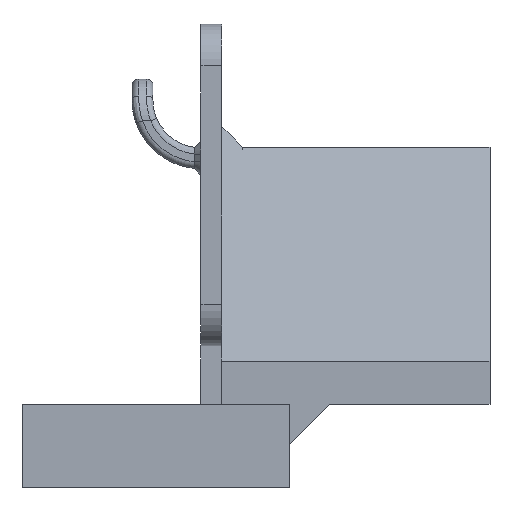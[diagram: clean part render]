
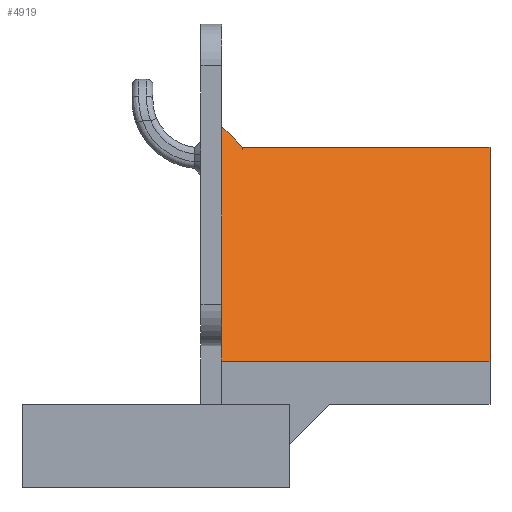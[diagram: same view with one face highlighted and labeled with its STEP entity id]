
A CAD part, left-side view. The second image highlights one B-rep face of the part: STEP entity #4919.
In plain terms, the highlighted planar face has unit normal (-0.707, 0, 0.707).
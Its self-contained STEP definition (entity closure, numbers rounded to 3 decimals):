
#1212 = PLANE('',#1213);
#1213 = AXIS2_PLACEMENT_3D('',#1214,#1215,#1216);
#1214 = CARTESIAN_POINT('',(3.175,5.14,32.075));
#1215 = DIRECTION('',(0.,1.,0.));
#1216 = DIRECTION('',(0.,0.,-1.));
#1607 = PLANE('',#1608);
#1608 = AXIS2_PLACEMENT_3D('',#1609,#1610,#1611);
#1609 = CARTESIAN_POINT('',(40.357,5.14,3.175));
#1610 = DIRECTION('',(-1.,0.,0.));
#1611 = DIRECTION('',(0.,0.,1.));
#1633 = PLANE('',#1634);
#1634 = AXIS2_PLACEMENT_3D('',#1635,#1636,#1637);
#1635 = CARTESIAN_POINT('',(41.151,4.346,7.62));
#1636 = DIRECTION('',(-0.707,0.707,0.));
#1637 = DIRECTION('',(0.,0.,1.));
#3122 = PLANE('',#3123);
#3123 = AXIS2_PLACEMENT_3D('',#3124,#3125,#3126);
#3124 = CARTESIAN_POINT('',(29.967,5.14,5.398));
#3125 = DIRECTION('',(0.,-1.,0.));
#3126 = DIRECTION('',(0.,0.,-1.));
#3139 = VERTEX_POINT('',#3140);
#3140 = CARTESIAN_POINT('',(41.944,5.14,24.299));
#3161 = EDGE_CURVE('',#3162,#3139,#3164,.T.);
#3162 = VERTEX_POINT('',#3163);
#3163 = CARTESIAN_POINT('',(40.357,5.14,22.712));
#3164 = SURFACE_CURVE('',#3165,(#3169,#3176),.PCURVE_S1.);
#3165 = LINE('',#3166,#3167);
#3166 = CARTESIAN_POINT('',(33.402,5.14,15.757));
#3167 = VECTOR('',#3168,1.);
#3168 = DIRECTION('',(0.707,0.,0.707));
#3169 = PCURVE('',#1212,#3170);
#3170 = DEFINITIONAL_REPRESENTATION('',(#3171),#3175);
#3171 = LINE('',#3172,#3173);
#3172 = CARTESIAN_POINT('',(16.318,-30.227));
#3173 = VECTOR('',#3174,1.);
#3174 = DIRECTION('',(-0.707,-0.707));
#3175 = ( GEOMETRIC_REPRESENTATION_CONTEXT(2) 
PARAMETRIC_REPRESENTATION_CONTEXT() REPRESENTATION_CONTEXT('2D SPACE',''
  ) );
#3176 = PCURVE('',#3177,#3182);
#3177 = PLANE('',#3178);
#3178 = AXIS2_PLACEMENT_3D('',#3179,#3180,#3181);
#3179 = CARTESIAN_POINT('',(40.357,5.14,22.712));
#3180 = DIRECTION('',(0.707,0.,-0.707));
#3181 = DIRECTION('',(-0.707,0.,-0.707));
#3182 = DEFINITIONAL_REPRESENTATION('',(#3183),#3187);
#3183 = LINE('',#3184,#3185);
#3184 = CARTESIAN_POINT('',(9.835,0.));
#3185 = VECTOR('',#3186,1.);
#3186 = DIRECTION('',(-1.,0.));
#3187 = ( GEOMETRIC_REPRESENTATION_CONTEXT(2) 
PARAMETRIC_REPRESENTATION_CONTEXT() REPRESENTATION_CONTEXT('2D SPACE',''
  ) );
#3189 = EDGE_CURVE('',#3162,#3190,#3192,.T.);
#3190 = VERTEX_POINT('',#3191);
#3191 = CARTESIAN_POINT('',(25.265,5.14,7.62));
#3192 = SURFACE_CURVE('',#3193,(#3197,#3204),.PCURVE_S1.);
#3193 = LINE('',#3194,#3195);
#3194 = CARTESIAN_POINT('',(40.357,5.14,22.712));
#3195 = VECTOR('',#3196,1.);
#3196 = DIRECTION('',(-0.707,-0.,-0.707));
#3197 = PCURVE('',#1212,#3198);
#3198 = DEFINITIONAL_REPRESENTATION('',(#3199),#3203);
#3199 = LINE('',#3200,#3201);
#3200 = CARTESIAN_POINT('',(9.363,-37.182));
#3201 = VECTOR('',#3202,1.);
#3202 = DIRECTION('',(0.707,0.707));
#3203 = ( GEOMETRIC_REPRESENTATION_CONTEXT(2) 
PARAMETRIC_REPRESENTATION_CONTEXT() REPRESENTATION_CONTEXT('2D SPACE',''
  ) );
#3204 = PCURVE('',#3177,#3205);
#3205 = DEFINITIONAL_REPRESENTATION('',(#3206),#3210);
#3206 = LINE('',#3207,#3208);
#3207 = CARTESIAN_POINT('',(0.,0.));
#3208 = VECTOR('',#3209,1.);
#3209 = DIRECTION('',(1.,0.));
#3210 = ( GEOMETRIC_REPRESENTATION_CONTEXT(2) 
PARAMETRIC_REPRESENTATION_CONTEXT() REPRESENTATION_CONTEXT('2D SPACE',''
  ) );
#3782 = VERTEX_POINT('',#3783);
#3783 = CARTESIAN_POINT('',(40.357,3.553,22.712));
#3804 = EDGE_CURVE('',#3782,#3139,#3805,.T.);
#3805 = SURFACE_CURVE('',#3806,(#3810,#3817),.PCURVE_S1.);
#3806 = LINE('',#3807,#3808);
#3807 = CARTESIAN_POINT('',(38.371,1.567,20.725)
  );
#3808 = VECTOR('',#3809,1.);
#3809 = DIRECTION('',(0.577,0.577,0.577));
#3810 = PCURVE('',#1633,#3811);
#3811 = DEFINITIONAL_REPRESENTATION('',(#3812),#3816);
#3812 = LINE('',#3813,#3814);
#3813 = CARTESIAN_POINT('',(13.105,-3.931));
#3814 = VECTOR('',#3815,1.);
#3815 = DIRECTION('',(0.577,0.816));
#3816 = ( GEOMETRIC_REPRESENTATION_CONTEXT(2) 
PARAMETRIC_REPRESENTATION_CONTEXT() REPRESENTATION_CONTEXT('2D SPACE',''
  ) );
#3817 = PCURVE('',#3177,#3818);
#3818 = DEFINITIONAL_REPRESENTATION('',(#3819),#3823);
#3819 = LINE('',#3820,#3821);
#3820 = CARTESIAN_POINT('',(2.809,-3.574));
#3821 = VECTOR('',#3822,1.);
#3822 = DIRECTION('',(-0.816,0.577));
#3823 = ( GEOMETRIC_REPRESENTATION_CONTEXT(2) 
PARAMETRIC_REPRESENTATION_CONTEXT() REPRESENTATION_CONTEXT('2D SPACE',''
  ) );
#3829 = EDGE_CURVE('',#3782,#3830,#3832,.T.);
#3830 = VERTEX_POINT('',#3831);
#3831 = CARTESIAN_POINT('',(40.357,-15.24,22.712));
#3832 = SURFACE_CURVE('',#3833,(#3837,#3844),.PCURVE_S1.);
#3833 = LINE('',#3834,#3835);
#3834 = CARTESIAN_POINT('',(40.357,5.14,22.712));
#3835 = VECTOR('',#3836,1.);
#3836 = DIRECTION('',(0.,-1.,0.));
#3837 = PCURVE('',#1607,#3838);
#3838 = DEFINITIONAL_REPRESENTATION('',(#3839),#3843);
#3839 = LINE('',#3840,#3841);
#3840 = CARTESIAN_POINT('',(19.537,0.));
#3841 = VECTOR('',#3842,1.);
#3842 = DIRECTION('',(0.,-1.));
#3843 = ( GEOMETRIC_REPRESENTATION_CONTEXT(2) 
PARAMETRIC_REPRESENTATION_CONTEXT() REPRESENTATION_CONTEXT('2D SPACE',''
  ) );
#3844 = PCURVE('',#3177,#3845);
#3845 = DEFINITIONAL_REPRESENTATION('',(#3846),#3850);
#3846 = LINE('',#3847,#3848);
#3847 = CARTESIAN_POINT('',(-0.,0.));
#3848 = VECTOR('',#3849,1.);
#3849 = DIRECTION('',(0.,-1.));
#3850 = ( GEOMETRIC_REPRESENTATION_CONTEXT(2) 
PARAMETRIC_REPRESENTATION_CONTEXT() REPRESENTATION_CONTEXT('2D SPACE',''
  ) );
#3941 = PLANE('',#3942);
#3942 = AXIS2_PLACEMENT_3D('',#3943,#3944,#3945);
#3943 = CARTESIAN_POINT('',(32.297,-15.24,9.652));
#3944 = DIRECTION('',(0.,-1.,0.));
#3945 = DIRECTION('',(0.,0.,-1.));
#4845 = EDGE_CURVE('',#3190,#4846,#4848,.T.);
#4846 = VERTEX_POINT('',#4847);
#4847 = CARTESIAN_POINT('',(21.857,5.14,4.212));
#4848 = SURFACE_CURVE('',#4849,(#4853,#4860),.PCURVE_S1.);
#4849 = LINE('',#4850,#4851);
#4850 = CARTESIAN_POINT('',(40.357,5.14,22.712));
#4851 = VECTOR('',#4852,1.);
#4852 = DIRECTION('',(-0.707,-0.,-0.707));
#4853 = PCURVE('',#3122,#4854);
#4854 = DEFINITIONAL_REPRESENTATION('',(#4855),#4859);
#4855 = LINE('',#4856,#4857);
#4856 = CARTESIAN_POINT('',(-17.314,10.39));
#4857 = VECTOR('',#4858,1.);
#4858 = DIRECTION('',(0.707,-0.707));
#4859 = ( GEOMETRIC_REPRESENTATION_CONTEXT(2) 
PARAMETRIC_REPRESENTATION_CONTEXT() REPRESENTATION_CONTEXT('2D SPACE',''
  ) );
#4860 = PCURVE('',#3177,#4861);
#4861 = DEFINITIONAL_REPRESENTATION('',(#4862),#4866);
#4862 = LINE('',#4863,#4864);
#4863 = CARTESIAN_POINT('',(0.,0.));
#4864 = VECTOR('',#4865,1.);
#4865 = DIRECTION('',(1.,0.));
#4866 = ( GEOMETRIC_REPRESENTATION_CONTEXT(2) 
PARAMETRIC_REPRESENTATION_CONTEXT() REPRESENTATION_CONTEXT('2D SPACE',''
  ) );
#4908 = PLANE('',#4909);
#4909 = AXIS2_PLACEMENT_3D('',#4910,#4911,#4912);
#4910 = CARTESIAN_POINT('',(21.857,5.14,4.212));
#4911 = DIRECTION('',(-0.707,0.,-0.707));
#4912 = DIRECTION('',(-0.707,0.,0.707));
#4919 = ADVANCED_FACE('',(#4920),#3177,.F.);
#4920 = FACE_BOUND('',#4921,.F.);
#4921 = EDGE_LOOP('',(#4922,#4923,#4946,#4967,#4968,#4969,#4970));
#4922 = ORIENTED_EDGE('',*,*,#3829,.T.);
#4923 = ORIENTED_EDGE('',*,*,#4924,.T.);
#4924 = EDGE_CURVE('',#3830,#4925,#4927,.T.);
#4925 = VERTEX_POINT('',#4926);
#4926 = CARTESIAN_POINT('',(21.857,-15.24,4.212));
#4927 = SURFACE_CURVE('',#4928,(#4932,#4939),.PCURVE_S1.);
#4928 = LINE('',#4929,#4930);
#4929 = CARTESIAN_POINT('',(40.357,-15.24,22.712));
#4930 = VECTOR('',#4931,1.);
#4931 = DIRECTION('',(-0.707,-0.,-0.707));
#4932 = PCURVE('',#3177,#4933);
#4933 = DEFINITIONAL_REPRESENTATION('',(#4934),#4938);
#4934 = LINE('',#4935,#4936);
#4935 = CARTESIAN_POINT('',(0.,-20.38));
#4936 = VECTOR('',#4937,1.);
#4937 = DIRECTION('',(1.,0.));
#4938 = ( GEOMETRIC_REPRESENTATION_CONTEXT(2) 
PARAMETRIC_REPRESENTATION_CONTEXT() REPRESENTATION_CONTEXT('2D SPACE',''
  ) );
#4939 = PCURVE('',#3941,#4940);
#4940 = DEFINITIONAL_REPRESENTATION('',(#4941),#4945);
#4941 = LINE('',#4942,#4943);
#4942 = CARTESIAN_POINT('',(-13.059,8.06));
#4943 = VECTOR('',#4944,1.);
#4944 = DIRECTION('',(0.707,-0.707));
#4945 = ( GEOMETRIC_REPRESENTATION_CONTEXT(2) 
PARAMETRIC_REPRESENTATION_CONTEXT() REPRESENTATION_CONTEXT('2D SPACE',''
  ) );
#4946 = ORIENTED_EDGE('',*,*,#4947,.F.);
#4947 = EDGE_CURVE('',#4846,#4925,#4948,.T.);
#4948 = SURFACE_CURVE('',#4949,(#4953,#4960),.PCURVE_S1.);
#4949 = LINE('',#4950,#4951);
#4950 = CARTESIAN_POINT('',(21.857,5.14,4.212));
#4951 = VECTOR('',#4952,1.);
#4952 = DIRECTION('',(0.,-1.,0.));
#4953 = PCURVE('',#3177,#4954);
#4954 = DEFINITIONAL_REPRESENTATION('',(#4955),#4959);
#4955 = LINE('',#4956,#4957);
#4956 = CARTESIAN_POINT('',(26.162,0.));
#4957 = VECTOR('',#4958,1.);
#4958 = DIRECTION('',(0.,-1.));
#4959 = ( GEOMETRIC_REPRESENTATION_CONTEXT(2) 
PARAMETRIC_REPRESENTATION_CONTEXT() REPRESENTATION_CONTEXT('2D SPACE',''
  ) );
#4960 = PCURVE('',#4908,#4961);
#4961 = DEFINITIONAL_REPRESENTATION('',(#4962),#4966);
#4962 = LINE('',#4963,#4964);
#4963 = CARTESIAN_POINT('',(0.,0.));
#4964 = VECTOR('',#4965,1.);
#4965 = DIRECTION('',(0.,-1.));
#4966 = ( GEOMETRIC_REPRESENTATION_CONTEXT(2) 
PARAMETRIC_REPRESENTATION_CONTEXT() REPRESENTATION_CONTEXT('2D SPACE',''
  ) );
#4967 = ORIENTED_EDGE('',*,*,#4845,.F.);
#4968 = ORIENTED_EDGE('',*,*,#3189,.F.);
#4969 = ORIENTED_EDGE('',*,*,#3161,.T.);
#4970 = ORIENTED_EDGE('',*,*,#3804,.F.);
